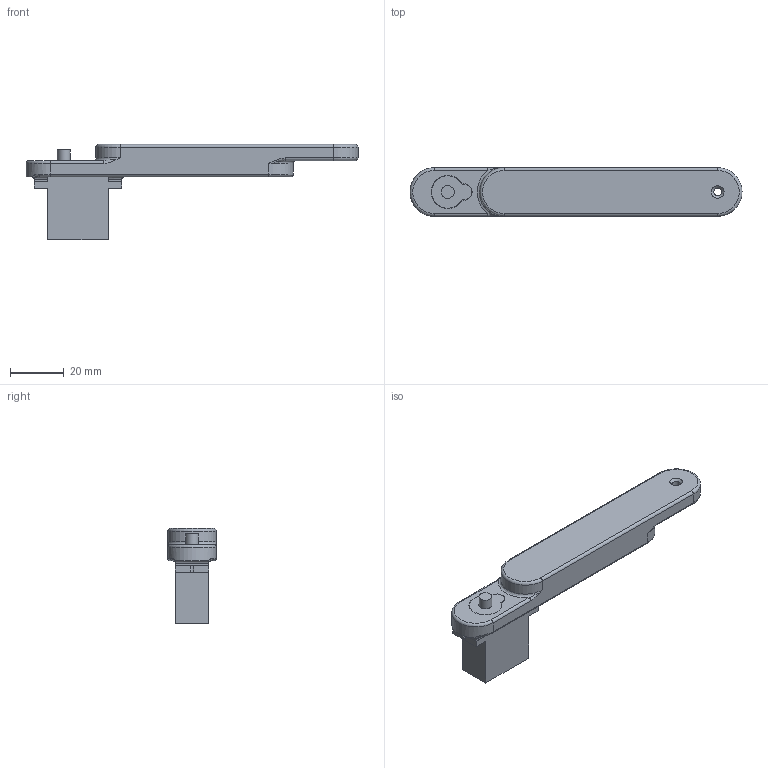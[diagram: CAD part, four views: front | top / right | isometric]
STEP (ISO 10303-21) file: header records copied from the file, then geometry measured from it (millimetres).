
FILE_DESCRIPTION(/* description */ ('STEP AP214'),/* implementation_level */ '2;1');
FILE_NAME(/* name */ '610b4eb0dc4a850a8b7f4452',/* time_stamp */ '2021-08-05T02:36:33+00:00',/* author */ (''),/* organization */ (''),/* preprocessor_version */ 'ST-DEVELOPER v18.1',/* originating_system */ ' ',/* authorisation */ ' ');
FILE_SCHEMA (('AUTOMOTIVE_DESIGN {1 0 10303 214 3 1 1}'));
Length unit declared in the file: metre
Products named in the file (2): Arm; MG90S Servo
Bounding box: 123 x 18 x 35.25 mm (x, y, z)
Volume: 27015.8 mm3; surface area: 9646 mm2
Topology: 2 solids, 2 shells, 92 faces, 229 edges, 139 vertices
Faces by surface type: plane 40, cylinder 29, torus 9, cone 8, bspline 6
Full cylindrical faces by diameter (mm): 2.9 x1, 3 x2, 4.625 x1, 4.75 x1
Entity records: 2777 total; most frequent: CARTESIAN_POINT 602, DIRECTION 442, ORIENTED_EDGE 422, EDGE_CURVE 211, AXIS2_PLACEMENT_3D 163, VERTEX_POINT 137, LINE 116, VECTOR 116
